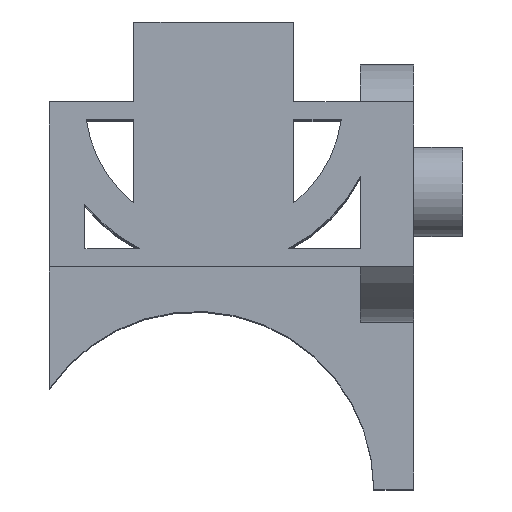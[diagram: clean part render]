
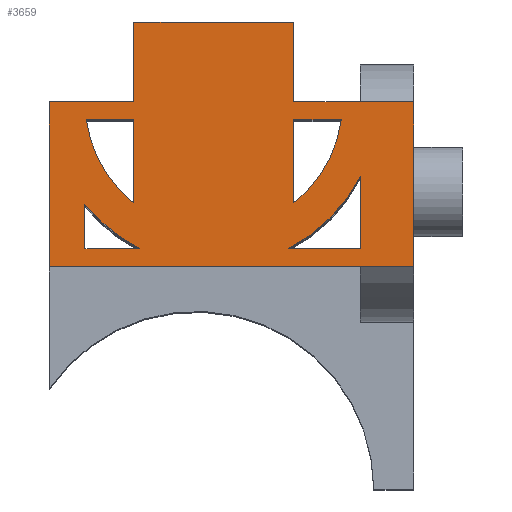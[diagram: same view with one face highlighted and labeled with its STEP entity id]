
A CAD part, top view. The second image highlights one B-rep face of the part: STEP entity #3659.
In plain terms, the highlighted planar face has unit normal (0, 0, 1).
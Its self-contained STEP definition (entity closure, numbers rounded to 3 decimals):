
#64=FACE_BOUND('',#436,.T.);
#65=FACE_BOUND('',#437,.T.);
#66=FACE_BOUND('',#438,.T.);
#67=FACE_BOUND('',#439,.T.);
#126=PLANE('',#3878);
#269=FACE_OUTER_BOUND('',#435,.T.);
#435=EDGE_LOOP('',(#2841,#2842,#2843,#2844,#2845,#2846,#2847,#2848));
#436=EDGE_LOOP('',(#2849,#2850,#2851));
#437=EDGE_LOOP('',(#2852,#2853,#2854));
#438=EDGE_LOOP('',(#2855,#2856,#2857));
#439=EDGE_LOOP('',(#2858,#2859,#2860));
#593=LINE('',#5103,#1054);
#608=LINE('',#5136,#1069);
#625=LINE('',#5250,#1086);
#651=LINE('',#5324,#1112);
#655=LINE('',#5332,#1116);
#757=LINE('',#5539,#1218);
#758=LINE('',#5540,#1219);
#759=LINE('',#5542,#1220);
#760=LINE('',#5544,#1221);
#761=LINE('',#5545,#1222);
#762=LINE('',#5548,#1223);
#763=LINE('',#5551,#1224);
#764=LINE('',#5554,#1225);
#765=LINE('',#5556,#1226);
#766=LINE('',#5562,#1227);
#767=LINE('',#5563,#1228);
#1054=VECTOR('',#4115,10.);
#1069=VECTOR('',#4138,10.);
#1086=VECTOR('',#4177,10.);
#1112=VECTOR('',#4239,10.);
#1116=VECTOR('',#4245,10.);
#1218=VECTOR('',#4437,10.);
#1219=VECTOR('',#4438,10.);
#1220=VECTOR('',#4439,10.);
#1221=VECTOR('',#4440,10.);
#1222=VECTOR('',#4441,10.);
#1223=VECTOR('',#4444,10.);
#1224=VECTOR('',#4445,10.);
#1225=VECTOR('',#4448,10.);
#1226=VECTOR('',#4449,10.);
#1227=VECTOR('',#4454,10.);
#1228=VECTOR('',#4455,10.);
#1506=CIRCLE('',#3879,18.5);
#1507=CIRCLE('',#3880,14.5);
#1508=CIRCLE('',#3881,18.5);
#1509=CIRCLE('',#3882,14.5);
#1584=VERTEX_POINT('',#5100);
#1585=VERTEX_POINT('',#5102);
#1598=VERTEX_POINT('',#5133);
#1599=VERTEX_POINT('',#5135);
#1618=VERTEX_POINT('',#5247);
#1619=VERTEX_POINT('',#5249);
#1649=VERTEX_POINT('',#5322);
#1652=VERTEX_POINT('',#5330);
#1711=VERTEX_POINT('',#5537);
#1712=VERTEX_POINT('',#5538);
#1713=VERTEX_POINT('',#5541);
#1714=VERTEX_POINT('',#5543);
#1715=VERTEX_POINT('',#5546);
#1716=VERTEX_POINT('',#5549);
#1717=VERTEX_POINT('',#5550);
#1718=VERTEX_POINT('',#5552);
#1719=VERTEX_POINT('',#5555);
#1720=VERTEX_POINT('',#5558);
#1721=VERTEX_POINT('',#5559);
#1722=VERTEX_POINT('',#5561);
#1951=EDGE_CURVE('',#1584,#1585,#593,.T.);
#1968=EDGE_CURVE('',#1599,#1598,#608,.T.);
#1996=EDGE_CURVE('',#1618,#1619,#625,.T.);
#2036=EDGE_CURVE('',#1649,#1598,#651,.T.);
#2040=EDGE_CURVE('',#1652,#1649,#655,.T.);
#2149=EDGE_CURVE('',#1711,#1712,#757,.T.);
#2150=EDGE_CURVE('',#1711,#1599,#758,.T.);
#2151=EDGE_CURVE('',#1652,#1713,#759,.T.);
#2152=EDGE_CURVE('',#1713,#1714,#760,.T.);
#2153=EDGE_CURVE('',#1712,#1714,#761,.T.);
#2154=EDGE_CURVE('',#1715,#1618,#1506,.T.);
#2155=EDGE_CURVE('',#1619,#1715,#762,.T.);
#2156=EDGE_CURVE('',#1716,#1717,#763,.T.);
#2157=EDGE_CURVE('',#1718,#1716,#1507,.T.);
#2158=EDGE_CURVE('',#1717,#1718,#764,.T.);
#2159=EDGE_CURVE('',#1719,#1584,#765,.T.);
#2160=EDGE_CURVE('',#1585,#1719,#1508,.T.);
#2161=EDGE_CURVE('',#1720,#1721,#1509,.T.);
#2162=EDGE_CURVE('',#1722,#1720,#766,.T.);
#2163=EDGE_CURVE('',#1721,#1722,#767,.T.);
#2841=ORIENTED_EDGE('',*,*,#2149,.F.);
#2842=ORIENTED_EDGE('',*,*,#2150,.T.);
#2843=ORIENTED_EDGE('',*,*,#1968,.T.);
#2844=ORIENTED_EDGE('',*,*,#2036,.F.);
#2845=ORIENTED_EDGE('',*,*,#2040,.F.);
#2846=ORIENTED_EDGE('',*,*,#2151,.T.);
#2847=ORIENTED_EDGE('',*,*,#2152,.T.);
#2848=ORIENTED_EDGE('',*,*,#2153,.F.);
#2849=ORIENTED_EDGE('',*,*,#1996,.F.);
#2850=ORIENTED_EDGE('',*,*,#2154,.F.);
#2851=ORIENTED_EDGE('',*,*,#2155,.F.);
#2852=ORIENTED_EDGE('',*,*,#2156,.F.);
#2853=ORIENTED_EDGE('',*,*,#2157,.F.);
#2854=ORIENTED_EDGE('',*,*,#2158,.F.);
#2855=ORIENTED_EDGE('',*,*,#2159,.F.);
#2856=ORIENTED_EDGE('',*,*,#2160,.F.);
#2857=ORIENTED_EDGE('',*,*,#1951,.F.);
#2858=ORIENTED_EDGE('',*,*,#2161,.F.);
#2859=ORIENTED_EDGE('',*,*,#2162,.F.);
#2860=ORIENTED_EDGE('',*,*,#2163,.F.);
#3659=ADVANCED_FACE('',(#269,#64,#65,#66,#67),#126,.T.);
#3878=AXIS2_PLACEMENT_3D('',#5536,#4435,#4436);
#3879=AXIS2_PLACEMENT_3D('',#5547,#4442,#4443);
#3880=AXIS2_PLACEMENT_3D('',#5553,#4446,#4447);
#3881=AXIS2_PLACEMENT_3D('',#5557,#4450,#4451);
#3882=AXIS2_PLACEMENT_3D('',#5560,#4452,#4453);
#4115=DIRECTION('',(0.,1.,0.));
#4138=DIRECTION('',(1.,0.,0.));
#4177=DIRECTION('',(0.,-1.,0.));
#4239=DIRECTION('',(0.,-1.,0.));
#4245=DIRECTION('',(1.,0.,0.));
#4435=DIRECTION('center_axis',(0.,0.,1.));
#4436=DIRECTION('ref_axis',(1.,0.,0.));
#4437=DIRECTION('',(1.,0.,0.));
#4438=DIRECTION('',(0.,-1.,0.));
#4439=DIRECTION('',(0.,1.,0.));
#4440=DIRECTION('',(-1.,0.,0.));
#4441=DIRECTION('',(0.,1.,0.));
#4442=DIRECTION('center_axis',(0.,0.,-1.));
#4443=DIRECTION('ref_axis',(-1.,0.,0.));
#4444=DIRECTION('',(1.,0.,0.));
#4445=DIRECTION('',(-1.,0.,0.));
#4446=DIRECTION('center_axis',(0.,0.,1.));
#4447=DIRECTION('ref_axis',(1.,0.,0.));
#4448=DIRECTION('',(0.,-1.,0.));
#4449=DIRECTION('',(1.,0.,0.));
#4450=DIRECTION('center_axis',(0.,0.,-1.));
#4451=DIRECTION('ref_axis',(-1.,0.,0.));
#4452=DIRECTION('center_axis',(0.,0.,1.));
#4453=DIRECTION('ref_axis',(1.,0.,0.));
#4454=DIRECTION('',(-1.,0.,0.));
#4455=DIRECTION('',(0.,1.,0.));
#5100=CARTESIAN_POINT('',(-3.,-21.,140.));
#5102=CARTESIAN_POINT('',(-3.,-12.867,140.));
#5103=CARTESIAN_POINT('',(-3.,-11.683,140.));
#5133=CARTESIAN_POINT('',(3.,-23.,140.));
#5135=CARTESIAN_POINT('',(-38.,-23.,140.));
#5136=CARTESIAN_POINT('',(-61.,-23.,140.));
#5247=CARTESIAN_POINT('',(-34.,-15.989,140.));
#5249=CARTESIAN_POINT('',(-34.,-21.,140.));
#5250=CARTESIAN_POINT('',(-34.,-15.75,140.));
#5322=CARTESIAN_POINT('',(3.,-4.5,140.));
#5324=CARTESIAN_POINT('',(3.,-4.5,140.));
#5330=CARTESIAN_POINT('',(-10.5,-4.5,140.));
#5332=CARTESIAN_POINT('',(-36.,-4.5,140.));
#5536=CARTESIAN_POINT('Origin',(-30.5,-10.5,140.));
#5537=CARTESIAN_POINT('',(-38.,-4.5,140.));
#5538=CARTESIAN_POINT('',(-28.5,-4.5,140.));
#5539=CARTESIAN_POINT('',(-33.25,-4.5,140.));
#5540=CARTESIAN_POINT('',(-38.,0.,140.));
#5541=CARTESIAN_POINT('',(-10.5,4.5,140.));
#5542=CARTESIAN_POINT('',(-10.5,-23.,140.));
#5543=CARTESIAN_POINT('',(-28.5,4.5,140.));
#5544=CARTESIAN_POINT('',(-38.,4.5,140.));
#5545=CARTESIAN_POINT('',(-28.5,-23.,140.));
#5546=CARTESIAN_POINT('',(-27.867,-21.,140.));
#5547=CARTESIAN_POINT('Origin',(-19.5,-4.5,140.));
#5548=CARTESIAN_POINT('',(-29.183,-21.,140.));
#5549=CARTESIAN_POINT('',(-5.139,-6.5,140.));
#5550=CARTESIAN_POINT('',(-10.5,-6.5,140.));
#5551=CARTESIAN_POINT('',(-20.5,-6.5,140.));
#5552=CARTESIAN_POINT('',(-10.5,-15.869,140.));
#5553=CARTESIAN_POINT('Origin',(-19.5,-4.5,140.));
#5554=CARTESIAN_POINT('',(-10.5,-13.184,140.));
#5555=CARTESIAN_POINT('',(-11.133,-21.,140.));
#5556=CARTESIAN_POINT('',(-16.75,-21.,140.));
#5557=CARTESIAN_POINT('Origin',(-19.5,-4.5,140.));
#5558=CARTESIAN_POINT('',(-33.861,-6.5,140.));
#5559=CARTESIAN_POINT('',(-28.5,-15.869,140.));
#5560=CARTESIAN_POINT('Origin',(-19.5,-4.5,140.));
#5561=CARTESIAN_POINT('',(-28.5,-6.5,140.));
#5562=CARTESIAN_POINT('',(-32.181,-6.5,140.));
#5563=CARTESIAN_POINT('',(-28.5,-8.5,140.));
